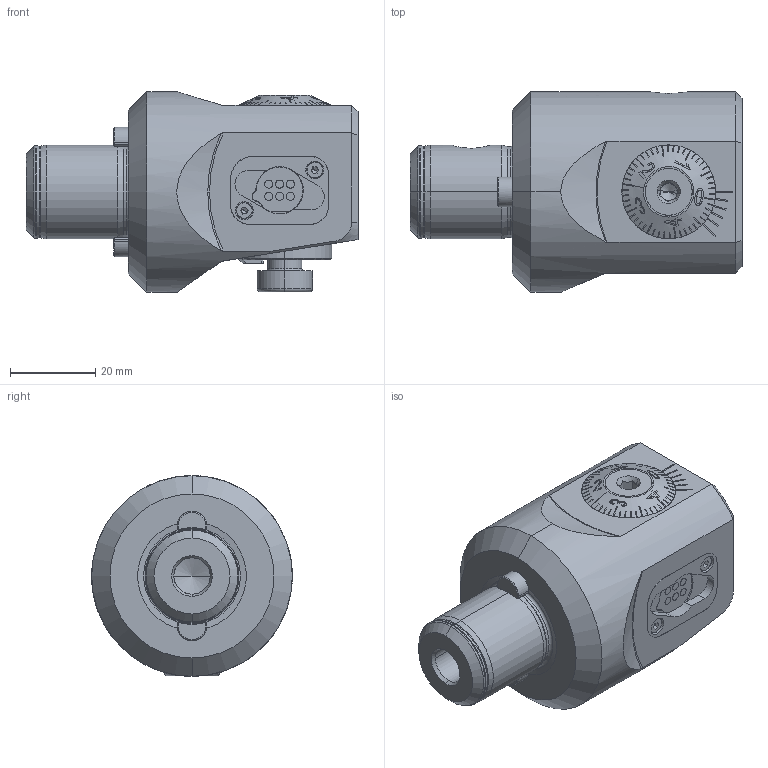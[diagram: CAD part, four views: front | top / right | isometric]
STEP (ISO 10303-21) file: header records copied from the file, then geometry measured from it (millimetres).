
FILE_DESCRIPTION (( 'STEP AP203' ), '1' );
FILE_NAME ('305.039.051.057.STEP', '2020-01-27T14:14:44', ( '' ), ( '' ), 'SwSTEP 2.0', 'SolidWorks 2017', '' );
FILE_SCHEMA (( 'CONFIG_CONTROL_DESIGN' ));
Length unit declared in the file: millimetre
Products named in the file (21): Fxx-BG7.DA1.0xx_B_F42; ST4-F42.DA3.057_A; ST4-ER2.001.009_A; Fxx-MAB.xxx.xxx_A_F42; ISO 4762 - M2 x 4; F42-BG1.DA4.022; A42-BG2.012.005_A; Klebstoff D8; WCA-ER2.001.007_A; F42-BG1.DA3.022_A; A42-BG1.012.006_B; 305.039.051.057; A42-BG2.011.014_C; PEF-DA3.010.032_A_F42; DIN 3771 - 13x1; DIN 3771 - 19x1.5; A42-BG3.011.030_D; A42-BG2.013.005_B; F42-BG2.014.014_A; ISO 4026 - M8 x 8_f〉.step; DIN 7984 - M8 x 12
Assembly tree (22 placements, depth 3):
  305.039.051.057
    ST4-F42.DA3.057_A
    F42-BG1.DA4.022
      F42-BG1.DA3.022_A
      A42-BG2.011.014_C
      A42-BG2.012.005_A
      A42-BG2.013.005_B
      F42-BG2.014.014_A
      A42-BG1.012.006_B
      DIN 3771 - 19x1.5
      Fxx-MAB.xxx.xxx_A_F42
    DIN 3771 - 13x1
    WCA-ER2.001.007_A
    Klebstoff D8
    A42-BG3.011.030_D
    DIN 7984 - M8 x 12
    Fxx-BG7.DA1.0xx_B_F42
    PEF-DA3.010.032_A_F42
    ISO 4762 - M2 x 4  x2
    ST4-ER2.001.009_A  x2
    ISO 4026 - M8 x 8_f〉.step
Bounding box: 77.75 x 47 x 47 mm (x, y, z)
Volume: 82043.4 mm3; surface area: 29428.7 mm2
Topology: 33 solids, 33 shells, 1021 faces, 2554 edges, 1605 vertices
Faces by surface type: plane 469, cylinder 228, cone 211, torus 76, bspline 35, sphere 2
Entity records: 34499 total; most frequent: CARTESIAN_POINT 9547, ORIENTED_EDGE 4850, DIRECTION 4542, EDGE_CURVE 2425, AXIS2_PLACEMENT_3D 1728, VERTEX_POINT 1544, VECTOR 1086, LINE 1086
